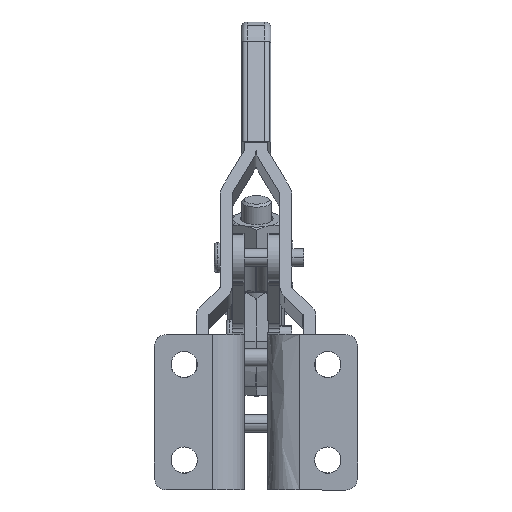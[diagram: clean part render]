
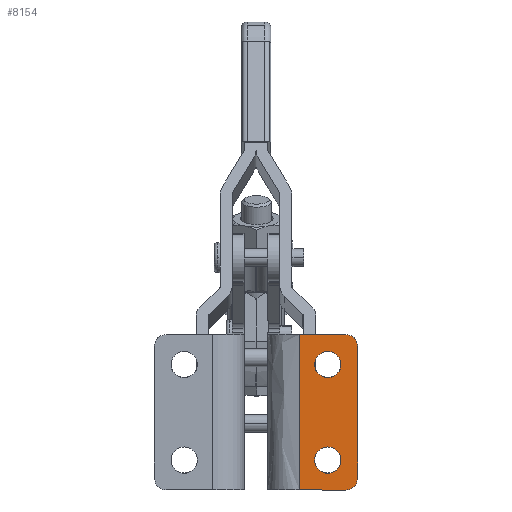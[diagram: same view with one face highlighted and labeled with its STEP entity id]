
A CAD part, front view. The second image highlights one B-rep face of the part: STEP entity #8154.
In plain terms, the highlighted free-form (B-spline) face has degree [1, 1] with [2, 2] control points.
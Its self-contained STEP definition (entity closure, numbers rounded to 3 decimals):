
#1878=CARTESIAN_POINT('',(-118.693,15.084,-7.886));
#1879=VERTEX_POINT('',#1878);
#1888=CARTESIAN_POINT('',(-120.107,15.093,-8.472));
#1889=VERTEX_POINT('',#1888);
#1890=CARTESIAN_POINT('',(-120.107,15.061,-6.472));
#1891=DIRECTION('',(0.,-1.,-0.016));
#1892=DIRECTION('',(0.707,0.011,-0.707));
#1893=AXIS2_PLACEMENT_3D('',#1890,#1891,#1892);
#1894=CIRCLE('',#1893,2.0);
#1895=EDGE_CURVE('',#1889,#1879,#1894,.T.);
#1941=CARTESIAN_POINT('',(-118.693,14.688,16.939));
#1942=VERTEX_POINT('',#1941);
#1951=CARTESIAN_POINT('',(-118.107,14.71,15.525));
#1952=VERTEX_POINT('',#1951);
#1953=CARTESIAN_POINT('',(-120.107,14.71,15.525));
#1954=DIRECTION('',(0.,-1.,-0.016));
#1955=DIRECTION('',(0.707,-0.011,0.707));
#1956=AXIS2_PLACEMENT_3D('',#1953,#1954,#1955);
#1957=CIRCLE('',#1956,2.);
#1958=EDGE_CURVE('',#1952,#1942,#1957,.T.);
#1983=CARTESIAN_POINT('',(-123.107,14.723,14.725));
#1984=VERTEX_POINT('',#1983);
#1993=CARTESIAN_POINT('',(-123.107,14.793,10.326));
#1994=VERTEX_POINT('',#1993);
#1995=CARTESIAN_POINT('',(-123.107,14.758,12.525));
#1996=DIRECTION('',(0.,-1.,-0.016));
#1997=DIRECTION('',(0.,-0.016,1.));
#1998=AXIS2_PLACEMENT_3D('',#1995,#1996,#1997);
#1999=CIRCLE('',#1998,2.2);
#2000=EDGE_CURVE('',#1984,#1994,#1999,.T.);
#2025=CARTESIAN_POINT('',(-123.107,14.979,-1.273));
#2026=VERTEX_POINT('',#2025);
#2035=CARTESIAN_POINT('',(-123.107,15.049,-5.672));
#2036=VERTEX_POINT('',#2035);
#2037=CARTESIAN_POINT('',(-123.107,15.014,-3.473));
#2038=DIRECTION('',(0.,-1.,-0.016));
#2039=DIRECTION('',(0.,-0.016,1.));
#2040=AXIS2_PLACEMENT_3D('',#2037,#2038,#2039);
#2041=CIRCLE('',#2040,2.2);
#2042=EDGE_CURVE('',#2026,#2036,#2041,.T.);
#7816=CARTESIAN_POINT('',(-123.107,15.014,-3.473));
#7817=DIRECTION('',(0.,-1.,-0.016));
#7818=DIRECTION('',(0.,-0.016,1.));
#7819=AXIS2_PLACEMENT_3D('',#7816,#7817,#7818);
#7820=CIRCLE('',#7819,2.2);
#7821=EDGE_CURVE('',#2036,#2026,#7820,.T.);
#7840=CARTESIAN_POINT('',(-123.107,14.758,12.525));
#7841=DIRECTION('',(0.,-1.,-0.016));
#7842=DIRECTION('',(0.,-0.016,1.));
#7843=AXIS2_PLACEMENT_3D('',#7840,#7841,#7842);
#7844=CIRCLE('',#7843,2.2);
#7845=EDGE_CURVE('',#1994,#1984,#7844,.T.);
#8040=CARTESIAN_POINT('',(-120.107,14.679,17.525));
#8041=VERTEX_POINT('',#8040);
#8048=CARTESIAN_POINT('',(-120.107,14.71,15.525));
#8049=DIRECTION('',(0.,-1.,-0.016));
#8050=DIRECTION('',(0.707,-0.011,0.707));
#8051=AXIS2_PLACEMENT_3D('',#8048,#8049,#8050);
#8052=CIRCLE('',#8051,2.);
#8053=EDGE_CURVE('',#1942,#8041,#8052,.T.);
#8072=CARTESIAN_POINT('',(-127.857,14.679,17.525));
#8073=VERTEX_POINT('',#8072);
#8081=CARTESIAN_POINT('',(-120.107,14.679,17.525));
#8082=DIRECTION('',(-1.0,0.0,0.0));
#8083=VECTOR('',#8082,7.75);
#8084=LINE('',#8081,#8083);
#8085=EDGE_CURVE('',#8041,#8073,#8084,.T.);
#8106=CARTESIAN_POINT('',(-127.857,14.679,17.525));
#8107=CARTESIAN_POINT('',(-118.107,14.679,17.525));
#8108=CARTESIAN_POINT('',(-127.857,15.093,-8.472));
#8109=CARTESIAN_POINT('',(-118.107,15.093,-8.472));
#8110=B_SPLINE_SURFACE_WITH_KNOTS('',1,1,((#8106,#8108),(#8107,#8109)),.UNSPECIFIED.,.F.,.F.,.U.,(2,2),(2,2),(0.0,9.75),(0.0,26.),.UNSPECIFIED.);
#8111=ORIENTED_EDGE('',*,*,#1958,.T.);
#8112=ORIENTED_EDGE('',*,*,#8053,.T.);
#8113=ORIENTED_EDGE('',*,*,#8085,.T.);
#8114=CARTESIAN_POINT('',(-127.857,15.093,-8.472));
#8115=VERTEX_POINT('',#8114);
#8116=CARTESIAN_POINT('',(-127.857,15.093,-8.472));
#8117=DIRECTION('',(0.,-0.016,1.));
#8118=VECTOR('',#8117,26.);
#8119=LINE('',#8116,#8118);
#8120=EDGE_CURVE('',#8115,#8073,#8119,.T.);
#8121=ORIENTED_EDGE('',*,*,#8120,.F.);
#8122=CARTESIAN_POINT('',(-127.857,15.093,-8.472));
#8123=DIRECTION('',(1.0,0.0,0.0));
#8124=VECTOR('',#8123,7.75);
#8125=LINE('',#8122,#8124);
#8126=EDGE_CURVE('',#8115,#1889,#8125,.T.);
#8127=ORIENTED_EDGE('',*,*,#8126,.T.);
#8128=ORIENTED_EDGE('',*,*,#1895,.T.);
#8129=CARTESIAN_POINT('',(-118.107,15.061,-6.472));
#8130=VERTEX_POINT('',#8129);
#8131=CARTESIAN_POINT('',(-120.107,15.061,-6.472));
#8132=DIRECTION('',(0.,-1.,-0.016));
#8133=DIRECTION('',(0.707,0.011,-0.707));
#8134=AXIS2_PLACEMENT_3D('',#8131,#8132,#8133);
#8135=CIRCLE('',#8134,2.0);
#8136=EDGE_CURVE('',#1879,#8130,#8135,.T.);
#8137=ORIENTED_EDGE('',*,*,#8136,.T.);
#8138=CARTESIAN_POINT('',(-118.107,15.061,-6.472));
#8139=DIRECTION('',(0.,-0.016,1.));
#8140=VECTOR('',#8139,22.);
#8141=LINE('',#8138,#8140);
#8142=EDGE_CURVE('',#8130,#1952,#8141,.T.);
#8143=ORIENTED_EDGE('',*,*,#8142,.T.);
#8144=EDGE_LOOP('',(#8111,#8112,#8113,#8121,#8127,#8128,#8137,#8143));
#8145=FACE_OUTER_BOUND('',#8144,.T.);
#8146=ORIENTED_EDGE('',*,*,#7821,.F.);
#8147=ORIENTED_EDGE('',*,*,#2042,.F.);
#8148=EDGE_LOOP('',(#8146,#8147));
#8149=FACE_BOUND('',#8148,.T.);
#8150=ORIENTED_EDGE('',*,*,#7845,.F.);
#8151=ORIENTED_EDGE('',*,*,#2000,.F.);
#8152=EDGE_LOOP('',(#8150,#8151));
#8153=FACE_BOUND('',#8152,.T.);
#8154=ADVANCED_FACE('',(#8145,#8149,#8153),#8110,.F.);
